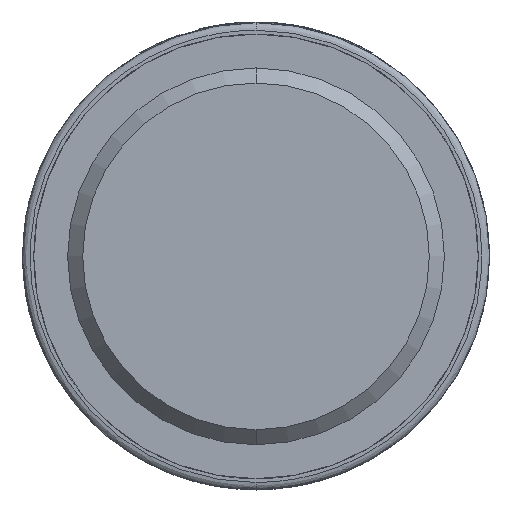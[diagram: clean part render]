
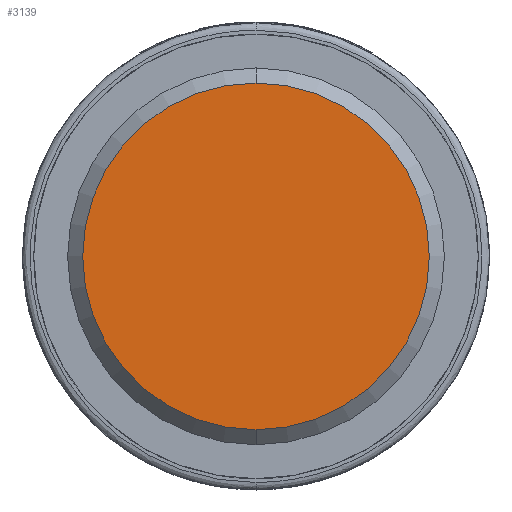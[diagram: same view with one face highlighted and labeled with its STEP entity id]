
A CAD part, front view. The second image highlights one B-rep face of the part: STEP entity #3139.
In plain terms, the highlighted planar face has unit normal (0, -1, 0).
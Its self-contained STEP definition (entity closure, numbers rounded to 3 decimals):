
#438 = DIRECTION ( 'NONE',  ( 0., 0., 1. ) ) ;
#566 = CARTESIAN_POINT ( 'NONE',  ( 0., -49., -2.3 ) ) ;
#1339 = PLANE ( 'NONE',  #2645 ) ;
#1446 = CARTESIAN_POINT ( 'NONE',  ( 0., -49., 0. ) ) ;
#2045 = DIRECTION ( 'NONE',  ( 0., 1., 0. ) ) ;
#2132 = DIRECTION ( 'NONE',  ( 0., 1., 0. ) ) ;
#2645 = AXIS2_PLACEMENT_3D ( 'NONE', #1446, #7266, #5487 ) ;
#3139 = ADVANCED_FACE ( 'NONE', ( #4324 ), #1339, .F. ) ;
#3701 = DIRECTION ( 'NONE',  ( 0., 0., 1. ) ) ;
#3780 = CIRCLE ( 'NONE', #8856, 2.3 ) ;
#4324 = FACE_OUTER_BOUND ( 'NONE', #9435, .T. ) ;
#4625 = VERTEX_POINT ( 'NONE', #566 ) ;
#5303 = ORIENTED_EDGE ( 'NONE', *, *, #9353, .F. ) ;
#5487 = DIRECTION ( 'NONE',  ( -1., 0., 0. ) ) ;
#6293 = VERTEX_POINT ( 'NONE', #7606 ) ;
#7266 = DIRECTION ( 'NONE',  ( 0., 1., 0. ) ) ;
#7606 = CARTESIAN_POINT ( 'NONE',  ( 0., -49., 2.3 ) ) ;
#7889 = CARTESIAN_POINT ( 'NONE',  ( 0., -49., 0. ) ) ;
#8699 = CARTESIAN_POINT ( 'NONE',  ( 0., -49., 0. ) ) ;
#8798 = ORIENTED_EDGE ( 'NONE', *, *, #9945, .F. ) ;
#8856 = AXIS2_PLACEMENT_3D ( 'NONE', #7889, #2132, #3701 ) ;
#9062 = AXIS2_PLACEMENT_3D ( 'NONE', #8699, #2045, #438 ) ;
#9353 = EDGE_CURVE ( 'NONE', #6293, #4625, #9358, .T. ) ;
#9358 = CIRCLE ( 'NONE', #9062, 2.3 ) ;
#9435 = EDGE_LOOP ( 'NONE', ( #5303, #8798 ) ) ;
#9945 = EDGE_CURVE ( 'NONE', #4625, #6293, #3780, .T. ) ;
